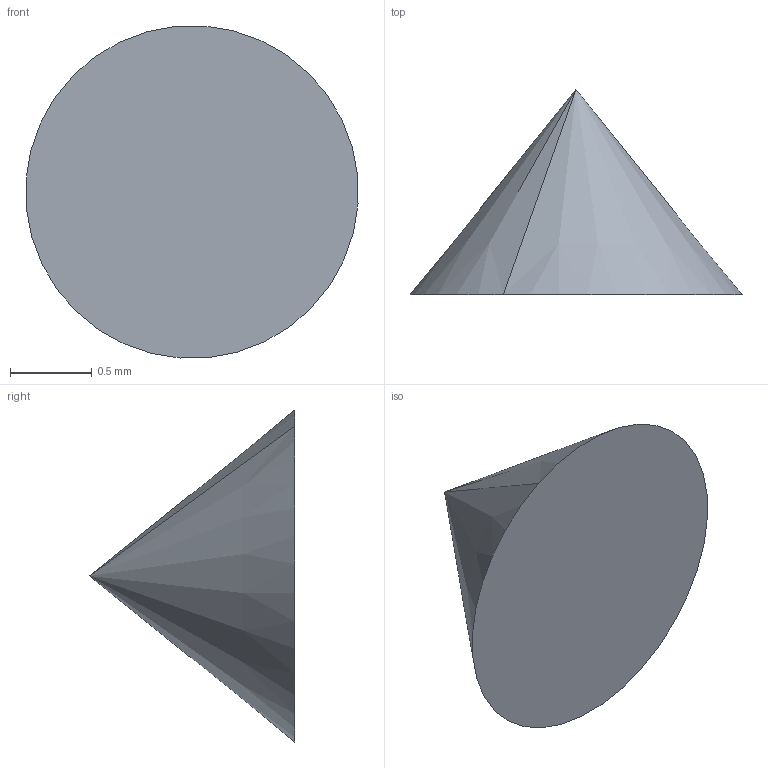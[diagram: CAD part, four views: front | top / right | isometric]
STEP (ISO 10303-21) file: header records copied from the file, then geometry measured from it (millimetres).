
FILE_DESCRIPTION (( 'STEP AP203' ), '1' );
FILE_NAME ('Tip_Default_sldprt.STEP', '2024-06-02T13:35:00', ( '' ), ( '' ), 'SwSTEP 2.0', 'SolidWorks 2023', '' );
FILE_SCHEMA (( 'CONFIG_CONTROL_DESIGN' ));
Length unit declared in the file: millimetre
Products named in the file (1): Tip_Default_sldprt
Bounding box: 2.02 x 1.25 x 2.02 mm (x, y, z)
Volume: 1.4 mm3; surface area: 8.4 mm2
Topology: 1 solids, 1 shells, 3 faces, 6 edges, 3 vertices
Faces by surface type: cone 2, plane 1
Entity records: 145 total; most frequent: DIRECTION 14, CARTESIAN_POINT 11, PERSON_AND_ORGANIZATION 8, ORIENTED_EDGE 8, AXIS2_PLACEMENT_3D 6, DATE_AND_TIME 5, CALENDAR_DATE 5, COORDINATED_UNIVERSAL_TIME_OFFSET 5
